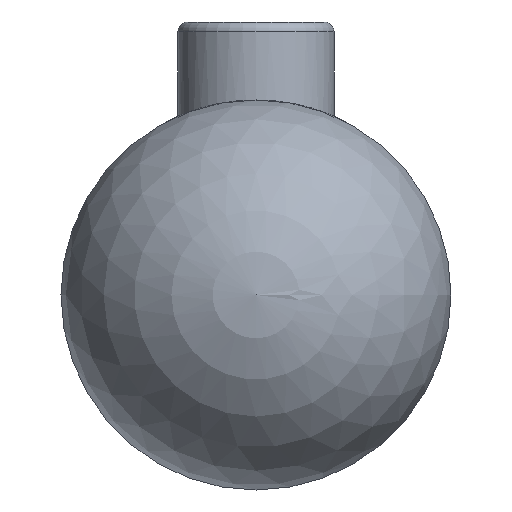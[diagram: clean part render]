
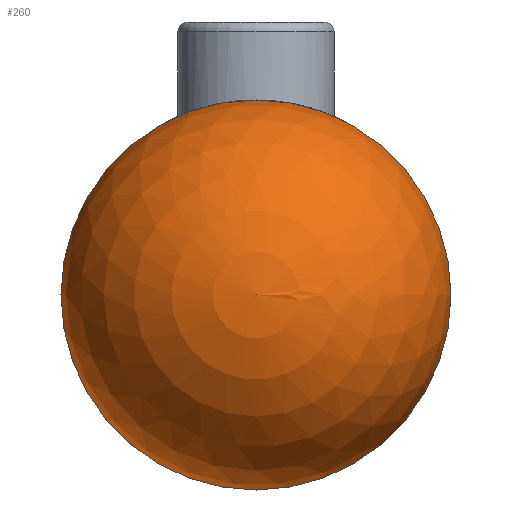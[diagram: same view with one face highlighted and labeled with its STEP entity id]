
A CAD part, front view. The second image highlights one B-rep face of the part: STEP entity #260.
In plain terms, the highlighted spherical face has radius 5 mm.
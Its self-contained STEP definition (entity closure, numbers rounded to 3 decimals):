
#6 = DIRECTION ( 'NONE',  ( 0., 0., -1. ) ) ;
#8 = CARTESIAN_POINT ( 'NONE',  ( 0., 5., 0. ) ) ;
#15 = DIRECTION ( 'NONE',  ( 0., 1., 0. ) ) ;
#39 = SPHERICAL_SURFACE ( 'NONE', #285, 5. ) ;
#40 = DIRECTION ( 'NONE',  ( 1., 0., 0. ) ) ;
#44 = CARTESIAN_POINT ( 'NONE',  ( 0., 5., 0. ) ) ;
#49 = FACE_OUTER_BOUND ( 'NONE', #93, .T. ) ;
#56 = DIRECTION ( 'NONE',  ( 0., 1., 0. ) ) ;
#74 = CARTESIAN_POINT ( 'NONE',  ( 0., 5., -5. ) ) ;
#93 = EDGE_LOOP ( 'NONE', ( #159, #151 ) ) ;
#105 = VERTEX_POINT ( 'NONE', #125 ) ;
#110 = VERTEX_POINT ( 'NONE', #74 ) ;
#125 = CARTESIAN_POINT ( 'NONE',  ( 0., 5., 5. ) ) ;
#151 = ORIENTED_EDGE ( 'NONE', *, *, #248, .F. ) ;
#159 = ORIENTED_EDGE ( 'NONE', *, *, #244, .F. ) ;
#177 = DIRECTION ( 'NONE',  ( 0., 0., -1. ) ) ;
#196 = CARTESIAN_POINT ( 'NONE',  ( 0., 5., 0. ) ) ;
#198 = DIRECTION ( 'NONE',  ( 0., 1., 0. ) ) ;
#244 = EDGE_CURVE ( 'NONE', #110, #105, #312, .T. ) ;
#248 = EDGE_CURVE ( 'NONE', #105, #110, #297, .T. ) ;
#260 = ADVANCED_FACE ( 'NONE', ( #49 ), #39, .T. ) ;
#285 = AXIS2_PLACEMENT_3D ( 'NONE', #44, #56, #40 ) ;
#292 = AXIS2_PLACEMENT_3D ( 'NONE', #196, #198, #177 ) ;
#296 = AXIS2_PLACEMENT_3D ( 'NONE', #8, #15, #6 ) ;
#297 = CIRCLE ( 'NONE', #296, 5. ) ;
#312 = CIRCLE ( 'NONE', #292, 5. ) ;
